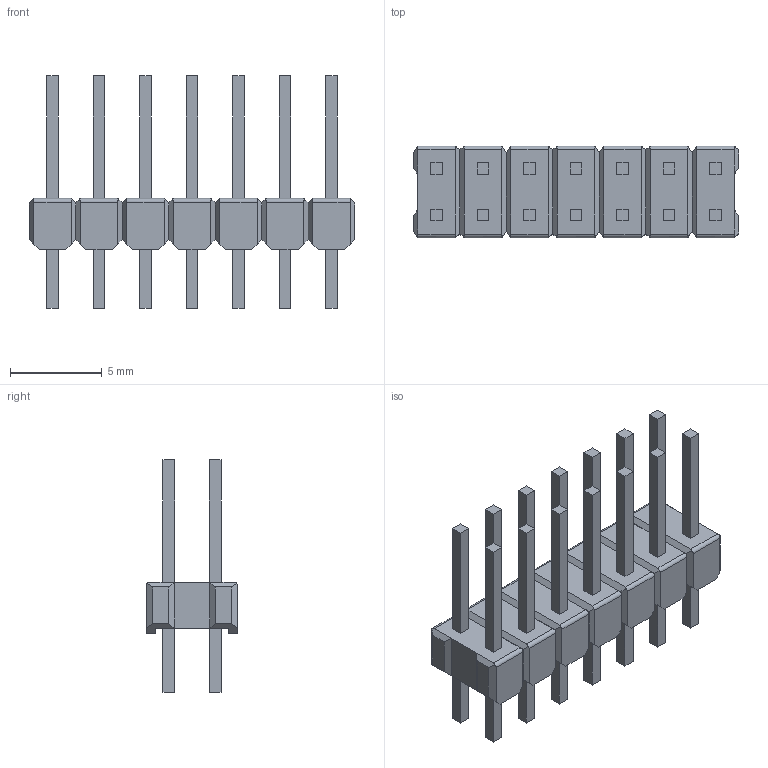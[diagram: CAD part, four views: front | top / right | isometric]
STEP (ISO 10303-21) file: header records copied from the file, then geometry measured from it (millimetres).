
FILE_DESCRIPTION((''),'2;1');
FILE_NAME('C-826632-7','2017-03-30T',('workeradm'),('Tyco Electronics Ltd.'),'CREO PARAMETRIC BY PTC INC, 2016050','CREO PARAMETRIC BY PTC INC, 2016050','');
FILE_SCHEMA(('AUTOMOTIVE_DESIGN { 1 0 10303 214 1 1 1 1 }'));
Length unit declared in the file: millimetre
Products named in the file (1): C-826632-7
Bounding box: 17.78 x 5 x 12.7 mm (x, y, z)
Volume: 273.4 mm3; surface area: 675.9 mm2
Topology: 1 solids, 1 shells, 280 faces, 718 edges, 468 vertices
Faces by surface type: plane 266, cylinder 14
Entity records: 8512 total; most frequent: CARTESIAN_POINT 1650, ORIENTED_EDGE 1436, DIRECTION 1222, EDGE_CURVE 718, VECTOR 662, LINE 662, VERTEX_POINT 468, EDGE_LOOP 308
